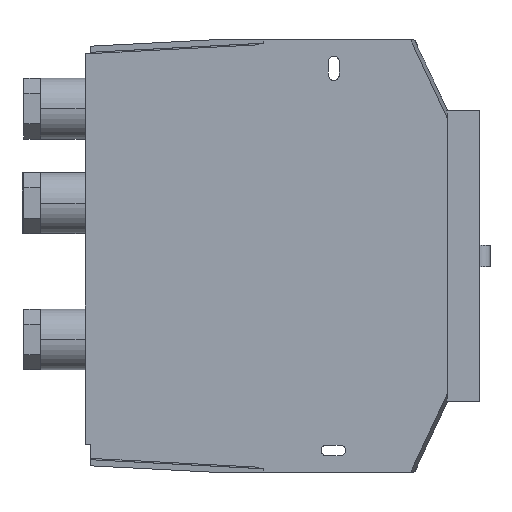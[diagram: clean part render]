
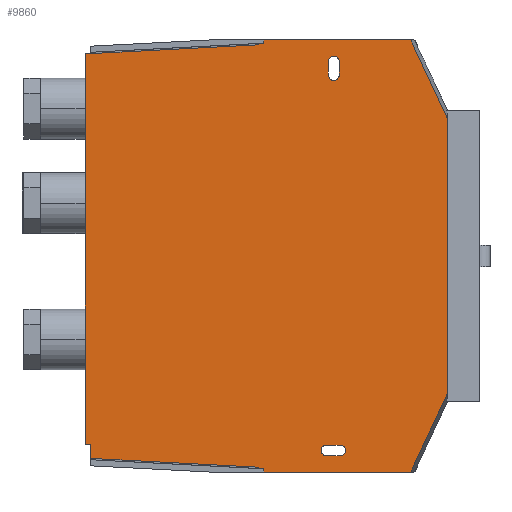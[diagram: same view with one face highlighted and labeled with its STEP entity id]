
A CAD part, front view. The second image highlights one B-rep face of the part: STEP entity #9860.
In plain terms, the highlighted planar face has unit normal (0, -1, 0).
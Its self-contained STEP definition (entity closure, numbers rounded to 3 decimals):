
#5260=DIRECTION('',(0.,0.,-1.));
#5261=VECTOR('',#5260,115.713);
#5262=CARTESIAN_POINT('',(-57.361,0.,59.955));
#5263=LINE('',#5262,#5261);
#6529=DIRECTION('',(-1.,0.,0.));
#6530=VECTOR('',#6529,1.6);
#6531=CARTESIAN_POINT('',(-55.761,0.,59.955));
#6532=LINE('',#6531,#6530);
#6592=CARTESIAN_POINT('',(16.19,0.,53.6));
#6593=DIRECTION('',(0.,1.,0.));
#6594=DIRECTION('',(1.,0.,0.));
#6595=AXIS2_PLACEMENT_3D('',#6592,#6593,#6594);
#6600=DIRECTION('',(0.,0.,-1.));
#6601=VECTOR('',#6600,4.);
#6602=CARTESIAN_POINT('',(17.79,0.,57.6));
#6603=LINE('',#6602,#6601);
#6607=CARTESIAN_POINT('',(16.19,0.,57.6));
#6608=DIRECTION('',(0.,1.,0.));
#6609=DIRECTION('',(-1.,0.,0.));
#6610=AXIS2_PLACEMENT_3D('',#6607,#6608,#6609);
#6615=DIRECTION('',(0.,0.,1.));
#6616=VECTOR('',#6615,4.);
#6617=CARTESIAN_POINT('',(14.59,0.,53.6));
#6618=LINE('',#6617,#6616);
#6622=CARTESIAN_POINT('',(14.09,0.,-57.6));
#6623=DIRECTION('',(0.,1.,0.));
#6624=DIRECTION('',(0.,0.,-1.));
#6625=AXIS2_PLACEMENT_3D('',#6622,#6623,#6624);
#6630=DIRECTION('',(-1.,0.,0.));
#6631=VECTOR('',#6630,4.);
#6632=CARTESIAN_POINT('',(18.09,0.,-59.2));
#6633=LINE('',#6632,#6631);
#6637=CARTESIAN_POINT('',(18.09,0.,-57.6));
#6638=DIRECTION('',(0.,1.,0.));
#6639=DIRECTION('',(0.,0.,1.));
#6640=AXIS2_PLACEMENT_3D('',#6637,#6638,#6639);
#6645=DIRECTION('',(1.,0.,0.));
#6646=VECTOR('',#6645,4.);
#6647=CARTESIAN_POINT('',(14.09,0.,-56.));
#6648=LINE('',#6647,#6646);
#6652=DIRECTION('',(0.999,0.,0.052));
#6653=VECTOR('',#6652,49.786);
#6654=CARTESIAN_POINT('',(-55.761,0.,59.955));
#6655=LINE('',#6654,#6653);
#6659=DIRECTION('',(-0.052,0.,0.999));
#6660=VECTOR('',#6659,0.4);
#6661=CARTESIAN_POINT('',(-6.043,0.,62.56));
#6662=LINE('',#6661,#6660);
#6666=DIRECTION('',(0.999,0.,0.052));
#6667=VECTOR('',#6666,1.6);
#6668=CARTESIAN_POINT('',(-6.064,0.,62.96));
#6669=LINE('',#6668,#6667);
#6673=DIRECTION('',(0.052,0.,-0.999));
#6674=VECTOR('',#6673,0.958);
#6675=CARTESIAN_POINT('',(-4.517,0.,64.));
#6676=LINE('',#6675,#6674);
#6680=DIRECTION('',(1.,0.,0.));
#6681=VECTOR('',#6680,43.513);
#6682=CARTESIAN_POINT('',(-4.517,0.,64.));
#6683=LINE('',#6682,#6681);
#6687=DIRECTION('',(0.423,0.,-0.906));
#6688=VECTOR('',#6687,25.776);
#6689=CARTESIAN_POINT('',(38.997,0.,64.));
#6690=LINE('',#6689,#6688);
#6694=DIRECTION('',(0.,0.,1.));
#6695=VECTOR('',#6694,81.279);
#6696=CARTESIAN_POINT('',(49.89,0.,-40.639));
#6697=LINE('',#6696,#6695);
#6701=DIRECTION('',(-0.423,0.,-0.906));
#6702=VECTOR('',#6701,25.776);
#6703=CARTESIAN_POINT('',(49.89,0.,-40.639));
#6704=LINE('',#6703,#6702);
#6708=DIRECTION('',(-1.,0.,0.));
#6709=VECTOR('',#6708,43.513);
#6710=CARTESIAN_POINT('',(38.997,0.,-64.));
#6711=LINE('',#6710,#6709);
#6715=DIRECTION('',(0.052,0.,0.999));
#6716=VECTOR('',#6715,0.958);
#6717=CARTESIAN_POINT('',(-4.517,0.,-64.));
#6718=LINE('',#6717,#6716);
#6722=DIRECTION('',(0.999,0.,-0.052));
#6723=VECTOR('',#6722,1.6);
#6724=CARTESIAN_POINT('',(-6.064,0.,-62.96));
#6725=LINE('',#6724,#6723);
#6729=DIRECTION('',(-0.052,0.,-0.999));
#6730=VECTOR('',#6729,0.4);
#6731=CARTESIAN_POINT('',(-6.043,0.,-62.56));
#6732=LINE('',#6731,#6730);
#6736=DIRECTION('',(0.999,0.,-0.052));
#6737=VECTOR('',#6736,49.786);
#6738=CARTESIAN_POINT('',(-55.761,0.,-59.955));
#6739=LINE('',#6738,#6737);
#6743=DIRECTION('',(0.,0.,1.));
#6744=VECTOR('',#6743,4.197);
#6745=CARTESIAN_POINT('',(-55.761,0.,-59.955));
#6746=LINE('',#6745,#6744);
#6750=DIRECTION('',(-1.,0.,0.));
#6751=VECTOR('',#6750,1.6);
#6752=CARTESIAN_POINT('',(-55.761,0.,-55.758));
#6753=LINE('',#6752,#6751);
#7454=CARTESIAN_POINT('',(-55.761,0.,-55.758));
#7455=CARTESIAN_POINT('',(-57.361,0.,-55.758));
#7456=VERTEX_POINT('',#7454);
#7457=VERTEX_POINT('',#7455);
#7466=CARTESIAN_POINT('',(17.79,0.,53.6));
#7467=CARTESIAN_POINT('',(14.59,0.,53.6));
#7468=VERTEX_POINT('',#7466);
#7469=VERTEX_POINT('',#7467);
#7470=CARTESIAN_POINT('',(14.59,0.,57.6));
#7471=VERTEX_POINT('',#7470);
#7472=CARTESIAN_POINT('',(17.79,0.,57.6));
#7473=VERTEX_POINT('',#7472);
#7474=CARTESIAN_POINT('',(14.09,0.,-59.2));
#7475=CARTESIAN_POINT('',(14.09,0.,-56.));
#7476=VERTEX_POINT('',#7474);
#7477=VERTEX_POINT('',#7475);
#7478=CARTESIAN_POINT('',(18.09,0.,-56.));
#7479=VERTEX_POINT('',#7478);
#7480=CARTESIAN_POINT('',(18.09,0.,-59.2));
#7481=VERTEX_POINT('',#7480);
#7502=CARTESIAN_POINT('',(-4.517,0.,64.));
#7503=CARTESIAN_POINT('',(-4.466,0.,63.044));
#7504=VERTEX_POINT('',#7502);
#7505=VERTEX_POINT('',#7503);
#7514=CARTESIAN_POINT('',(-4.517,0.,-64.));
#7515=CARTESIAN_POINT('',(-4.466,0.,-63.044));
#7516=VERTEX_POINT('',#7514);
#7517=VERTEX_POINT('',#7515);
#7530=CARTESIAN_POINT('',(-6.043,0.,62.56));
#7531=CARTESIAN_POINT('',(-6.064,0.,62.96));
#7532=VERTEX_POINT('',#7530);
#7533=VERTEX_POINT('',#7531);
#7540=CARTESIAN_POINT('',(-55.761,0.,-59.955));
#7541=CARTESIAN_POINT('',(-6.043,0.,-62.56));
#7542=VERTEX_POINT('',#7540);
#7543=VERTEX_POINT('',#7541);
#7544=CARTESIAN_POINT('',(-6.064,0.,-62.96));
#7545=VERTEX_POINT('',#7544);
#7554=CARTESIAN_POINT('',(38.997,0.,64.));
#7555=VERTEX_POINT('',#7554);
#7556=CARTESIAN_POINT('',(49.89,0.,40.639));
#7557=VERTEX_POINT('',#7556);
#7560=CARTESIAN_POINT('',(38.997,0.,-64.));
#7561=VERTEX_POINT('',#7560);
#7566=CARTESIAN_POINT('',(49.89,0.,-40.639));
#7567=VERTEX_POINT('',#7566);
#7644=CARTESIAN_POINT('',(-57.361,0.,59.955));
#7646=VERTEX_POINT('',#7644);
#7658=CARTESIAN_POINT('',(-55.761,0.,59.955));
#7660=VERTEX_POINT('',#7658);
#9809=CARTESIAN_POINT('',(0.,0.,0.));
#9810=DIRECTION('',(0.,1.,0.));
#9811=DIRECTION('',(1.,0.,0.));
#9812=AXIS2_PLACEMENT_3D('',#9809,#9810,#9811);
#9813=PLANE('',#9812);
#9814=ORIENTED_EDGE('',*,*,#8628,.F.);
#9815=ORIENTED_EDGE('',*,*,#9740,.F.);
#9816=ORIENTED_EDGE('',*,*,#9759,.T.);
#9817=ORIENTED_EDGE('',*,*,#9801,.T.);
#9818=ORIENTED_EDGE('',*,*,#9791,.T.);
#9820=ORIENTED_EDGE('',*,*,#9819,.F.);
#9822=ORIENTED_EDGE('',*,*,#9821,.T.);
#9823=ORIENTED_EDGE('',*,*,#8121,.T.);
#9824=ORIENTED_EDGE('',*,*,#8104,.F.);
#9826=ORIENTED_EDGE('',*,*,#9825,.T.);
#9827=ORIENTED_EDGE('',*,*,#8551,.T.);
#9829=ORIENTED_EDGE('',*,*,#9828,.T.);
#9831=ORIENTED_EDGE('',*,*,#9830,.F.);
#9833=ORIENTED_EDGE('',*,*,#9832,.F.);
#9835=ORIENTED_EDGE('',*,*,#9834,.F.);
#9836=ORIENTED_EDGE('',*,*,#8588,.T.);
#9837=ORIENTED_EDGE('',*,*,#8611,.T.);
#9838=EDGE_LOOP('',(#9814,#9815,#9816,#9817,#9818,#9820,#9822,#9823,#9824,#9826,
#9827,#9829,#9831,#9833,#9835,#9836,#9837));
#9839=FACE_OUTER_BOUND('',#9838,.F.);
#9841=ORIENTED_EDGE('',*,*,#9840,.F.);
#9843=ORIENTED_EDGE('',*,*,#9842,.F.);
#9845=ORIENTED_EDGE('',*,*,#9844,.F.);
#9847=ORIENTED_EDGE('',*,*,#9846,.F.);
#9848=EDGE_LOOP('',(#9841,#9843,#9845,#9847));
#9849=FACE_BOUND('',#9848,.F.);
#9851=ORIENTED_EDGE('',*,*,#9850,.F.);
#9853=ORIENTED_EDGE('',*,*,#9852,.F.);
#9855=ORIENTED_EDGE('',*,*,#9854,.F.);
#9857=ORIENTED_EDGE('',*,*,#9856,.F.);
#9858=EDGE_LOOP('',(#9851,#9853,#9855,#9857));
#9859=FACE_BOUND('',#9858,.F.);
#9860=ADVANCED_FACE('',(#9839,#9849,#9859),#9813,.F.);
#6596=CIRCLE('',#6595,1.6);
#6611=CIRCLE('',#6610,1.6);
#6626=CIRCLE('',#6625,1.6);
#6641=CIRCLE('',#6640,1.6);
#8104=EDGE_CURVE('',#7567,#7557,#6697,.T.);
#8121=EDGE_CURVE('',#7555,#7557,#6690,.T.);
#8551=EDGE_CURVE('',#7561,#7516,#6711,.T.);
#8588=EDGE_CURVE('',#7542,#7456,#6746,.T.);
#8611=EDGE_CURVE('',#7456,#7457,#6753,.T.);
#8628=EDGE_CURVE('',#7646,#7457,#5263,.T.);
#9740=EDGE_CURVE('',#7660,#7646,#6532,.T.);
#9759=EDGE_CURVE('',#7660,#7532,#6655,.T.);
#9791=EDGE_CURVE('',#7533,#7505,#6669,.T.);
#9801=EDGE_CURVE('',#7532,#7533,#6662,.T.);
#9819=EDGE_CURVE('',#7504,#7505,#6676,.T.);
#9821=EDGE_CURVE('',#7504,#7555,#6683,.T.);
#9825=EDGE_CURVE('',#7567,#7561,#6704,.T.);
#9828=EDGE_CURVE('',#7516,#7517,#6718,.T.);
#9830=EDGE_CURVE('',#7545,#7517,#6725,.T.);
#9832=EDGE_CURVE('',#7543,#7545,#6732,.T.);
#9834=EDGE_CURVE('',#7542,#7543,#6739,.T.);
#9840=EDGE_CURVE('',#7468,#7469,#6596,.T.);
#9842=EDGE_CURVE('',#7473,#7468,#6603,.T.);
#9844=EDGE_CURVE('',#7471,#7473,#6611,.T.);
#9846=EDGE_CURVE('',#7469,#7471,#6618,.T.);
#9850=EDGE_CURVE('',#7476,#7477,#6626,.T.);
#9852=EDGE_CURVE('',#7481,#7476,#6633,.T.);
#9854=EDGE_CURVE('',#7479,#7481,#6641,.T.);
#9856=EDGE_CURVE('',#7477,#7479,#6648,.T.);
